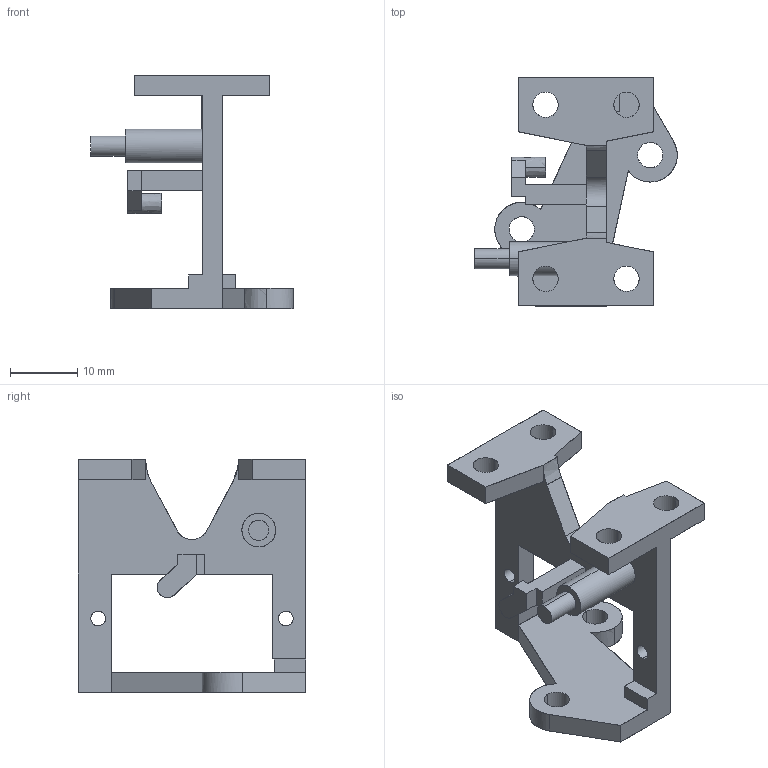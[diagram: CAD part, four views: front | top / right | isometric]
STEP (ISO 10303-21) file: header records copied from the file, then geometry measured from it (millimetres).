
FILE_DESCRIPTION(/* description */ (''),/* implementation_level */ '2;1');
FILE_NAME(/* name */ 'Frame',/* time_stamp */ '2018-11-26T10:41:14+05:00',/* author */ (''),/* organization */ (''),/* preprocessor_version */ 'ST-DEVELOPER v15',/* originating_system */ '',/* authorisation */ '');
FILE_SCHEMA (('AUTOMOTIVE_DESIGN'));
Length unit declared in the file: millimetre
Products named in the file (1): Document
Bounding box: 30.02 x 33.8 x 34.6 mm (x, y, z)
Surface area: 4312.1 mm2 (no closed solid volume)
Topology: 0 solids, 76 shells, 76 faces, 257 edges, 257 vertices
Faces by surface type: plane 48, bspline 28
Entity records: 4050 total; most frequent: CARTESIAN_POINT 1837, ORIENTED_EDGE 257, EDGE_CURVE 257, VERTEX_POINT 257, B_SPLINE_CURVE_WITH_KNOTS 175, EDGE_LOOP 94, COLOUR_RGB 76, FILL_AREA_STYLE_COLOUR 76
